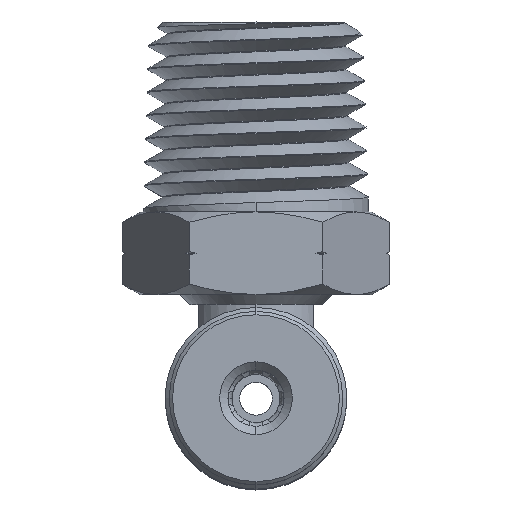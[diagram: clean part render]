
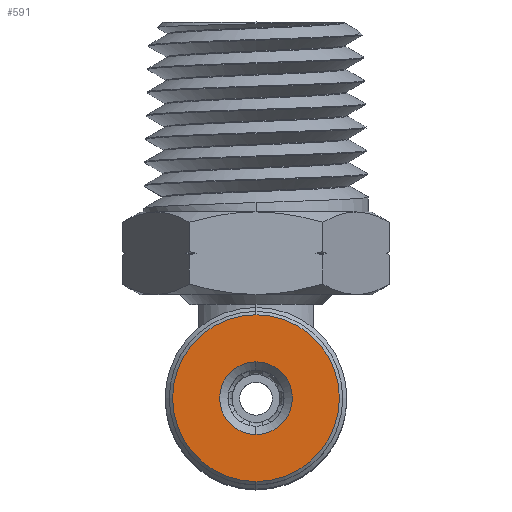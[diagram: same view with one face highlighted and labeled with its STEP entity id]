
A CAD part, top view. The second image highlights one B-rep face of the part: STEP entity #591.
In plain terms, the highlighted planar face has unit normal (0, 0, 1).
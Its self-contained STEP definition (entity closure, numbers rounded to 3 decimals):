
#171 = DIRECTION ( 'NONE',  ( 0., -1., 0. ) ) ;
#591 = ADVANCED_FACE ( 'NONE', ( #25802, #2078 ), #33068, .T. ) ;
#1368 = CARTESIAN_POINT ( 'NONE',  ( 0., -5.05, 14.5 ) ) ;
#2078 = FACE_OUTER_BOUND ( 'NONE', #37594, .T. ) ;
#3829 = DIRECTION ( 'NONE',  ( 0., 0., 1. ) ) ;
#5720 = EDGE_CURVE ( 'NONE', #22960, #38817, #15021, .T. ) ;
#7420 = CARTESIAN_POINT ( 'NONE',  ( 0., 0., 14.5 ) ) ;
#7737 = AXIS2_PLACEMENT_3D ( 'NONE', #33198, #14688, #36298 ) ;
#8897 = ORIENTED_EDGE ( 'NONE', *, *, #19925, .T. ) ;
#9766 = CARTESIAN_POINT ( 'NONE',  ( 0., 2.2, 14.5 ) ) ;
#10563 = DIRECTION ( 'NONE',  ( 0., -1., 0. ) ) ;
#11291 = CARTESIAN_POINT ( 'NONE',  ( 0., 0., 14.5 ) ) ;
#11845 = CIRCLE ( 'NONE', #17190, 5.05 ) ;
#14431 = DIRECTION ( 'NONE',  ( 0., -1., 0. ) ) ;
#14688 = DIRECTION ( 'NONE',  ( 0., 0., 1. ) ) ;
#15021 = CIRCLE ( 'NONE', #20193, 2.2 ) ;
#15773 = ORIENTED_EDGE ( 'NONE', *, *, #39418, .T. ) ;
#17190 = AXIS2_PLACEMENT_3D ( 'NONE', #7420, #29056, #10563 ) ;
#17450 = ORIENTED_EDGE ( 'NONE', *, *, #5720, .T. ) ;
#18690 = DIRECTION ( 'NONE',  ( 0., 0., -1. ) ) ;
#19925 = EDGE_CURVE ( 'NONE', #22191, #31093, #11845, .T. ) ;
#20193 = AXIS2_PLACEMENT_3D ( 'NONE', #11291, #32919, #14431 ) ;
#22191 = VERTEX_POINT ( 'NONE', #1368 ) ;
#22343 = CARTESIAN_POINT ( 'NONE',  ( 0., 0., 14.5 ) ) ;
#22960 = VERTEX_POINT ( 'NONE', #26292 ) ;
#25479 = DIRECTION ( 'NONE',  ( 0., -1., 0. ) ) ;
#25802 = FACE_BOUND ( 'NONE', #33565, .T. ) ;
#26292 = CARTESIAN_POINT ( 'NONE',  ( 0., -2.2, 14.5 ) ) ;
#26789 = CARTESIAN_POINT ( 'NONE',  ( 0., 5.05, 14.5 ) ) ;
#27520 = AXIS2_PLACEMENT_3D ( 'NONE', #37211, #18690, #171 ) ;
#29056 = DIRECTION ( 'NONE',  ( 0., 0., 1. ) ) ;
#30835 = EDGE_CURVE ( 'NONE', #38817, #22960, #36793, .T. ) ;
#31093 = VERTEX_POINT ( 'NONE', #26789 ) ;
#32919 = DIRECTION ( 'NONE',  ( 0., 0., -1. ) ) ;
#33068 = PLANE ( 'NONE',  #7737 ) ;
#33198 = CARTESIAN_POINT ( 'NONE',  ( 0., 0., 14.5 ) ) ;
#33244 = ORIENTED_EDGE ( 'NONE', *, *, #30835, .T. ) ;
#33565 = EDGE_LOOP ( 'NONE', ( #17450, #33244 ) ) ;
#36298 = DIRECTION ( 'NONE',  ( 0., -1., 0. ) ) ;
#36793 = CIRCLE ( 'NONE', #27520, 2.2 ) ;
#37211 = CARTESIAN_POINT ( 'NONE',  ( 0., 0., 14.5 ) ) ;
#37594 = EDGE_LOOP ( 'NONE', ( #15773, #8897 ) ) ;
#38070 = CIRCLE ( 'NONE', #38806, 5.05 ) ;
#38806 = AXIS2_PLACEMENT_3D ( 'NONE', #22343, #3829, #25479 ) ;
#38817 = VERTEX_POINT ( 'NONE', #9766 ) ;
#39418 = EDGE_CURVE ( 'NONE', #31093, #22191, #38070, .T. ) ;
